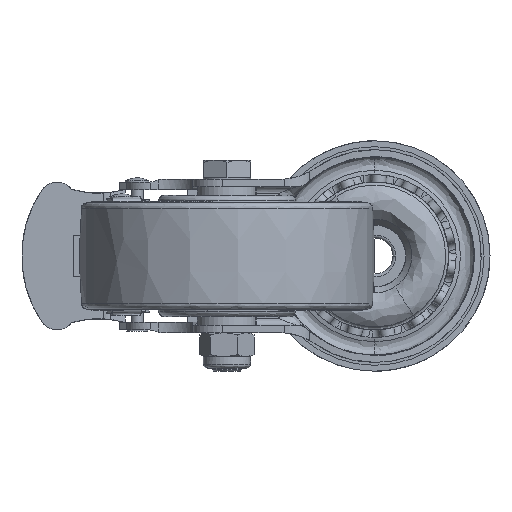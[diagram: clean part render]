
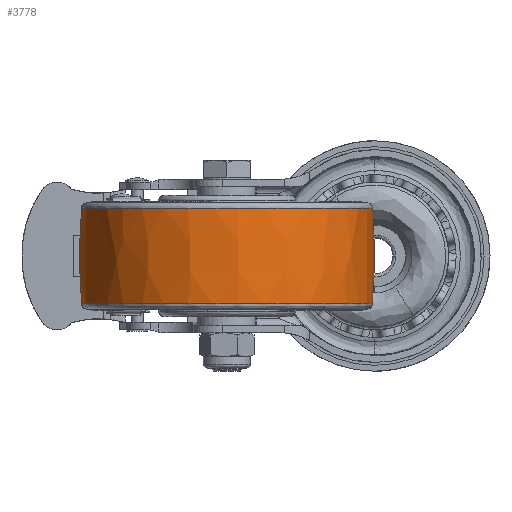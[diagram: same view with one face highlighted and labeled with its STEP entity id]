
A CAD part, front view. The second image highlights one B-rep face of the part: STEP entity #3778.
In plain terms, the highlighted free-form (B-spline) face has degree [3, 3] with [4, 4] control points.
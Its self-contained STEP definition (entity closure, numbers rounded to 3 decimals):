
#180 = CARTESIAN_POINT ( 'NONE',  ( -29.654, -74.981, 5.223 ) ) ;
#1768 = CARTESIAN_POINT ( 'NONE',  ( -78.85, -78.825, 5.223 ) ) ;
#2471 = CARTESIAN_POINT ( 'NONE',  ( -29.654, -74.981, 5.223 ) ) ;
#3778 = ADVANCED_FACE ( 'NONE', ( #39300 ), #43501, .T. ) ;
#6196 = ORIENTED_EDGE ( 'NONE', *, *, #9328, .T. ) ;
#6510 = CARTESIAN_POINT ( 'NONE',  ( -21.965, -173.373, 37.546 ) ) ;
#6557 = AXIS2_PLACEMENT_3D ( 'NONE', #8783, #27681, #69261 ) ;
#8083 = DIRECTION ( 'NONE',  ( 0., 0., 1. ) ) ;
#8783 = CARTESIAN_POINT ( 'NONE',  ( -78.85, -78.825, 37.546 ) ) ;
#8955 = CIRCLE ( 'NONE', #35726, 49.346 ) ;
#9328 = EDGE_CURVE ( 'NONE', #18481, #61836, #30235, .T. ) ;
#10203 = ORIENTED_EDGE ( 'NONE', *, *, #72512, .T. ) ;
#12059 = CARTESIAN_POINT ( 'NONE',  ( -120.357, -181.061, 37.546 ) ) ;
#13427 = AXIS2_PLACEMENT_3D ( 'NONE', #40630, #46691, #53020 ) ;
#17041 = CARTESIAN_POINT ( 'NONE',  ( -228.394, -90.511, 21.384 ) ) ;
#17851 = CARTESIAN_POINT ( 'NONE',  ( -20.959, -175.045, 26.783 ) ) ;
#18481 = VERTEX_POINT ( 'NONE', #57684 ) ;
#23633 = CARTESIAN_POINT ( 'NONE',  ( -128.915, -82.738, 26.783 ) ) ;
#23891 = CARTESIAN_POINT ( 'NONE',  ( -28.784, -74.913, 26.783 ) ) ;
#24547 = AXIS2_PLACEMENT_3D ( 'NONE', #17041, #47275, #35688 ) ;
#27681 = DIRECTION ( 'NONE',  ( 0., 0., -1. ) ) ;
#30235 = CIRCLE ( 'NONE', #6557, 49.346 ) ;
#34185 = CIRCLE ( 'NONE', #13427, 200. ) ;
#35688 = DIRECTION ( 'NONE',  ( 0.997, 0.078, 0. ) ) ;
#35726 = AXIS2_PLACEMENT_3D ( 'NONE', #1768, #8083, #43814 ) ;
#35955 = ORIENTED_EDGE ( 'NONE', *, *, #38442, .F. ) ;
#36219 = CARTESIAN_POINT ( 'NONE',  ( -128.046, -82.67, 5.223 ) ) ;
#38442 = EDGE_CURVE ( 'NONE', #18481, #40809, #65591, .T. ) ;
#39300 = FACE_OUTER_BOUND ( 'NONE', #72209, .T. ) ;
#40630 = CARTESIAN_POINT ( 'NONE',  ( 70.694, -67.139, 21.384 ) ) ;
#40809 = VERTEX_POINT ( 'NONE', #2471 ) ;
#41439 = EDGE_CURVE ( 'NONE', #60069, #40809, #8955, .T. ) ;
#42490 = CARTESIAN_POINT ( 'NONE',  ( -128.046, -82.67, 37.546 ) ) ;
#43501 =( BOUNDED_SURFACE ( )  B_SPLINE_SURFACE ( 3, 3, ( 
 ( #42490, #12059, #6510, #54102 ),
 ( #23633, #59427, #17851, #23891 ),
 ( #66197, #65431, #71491, #72244 ),
 ( #36219, #47563, #65940, #180 ) ),
 .UNSPECIFIED., .F., .F., .F. ) 
 B_SPLINE_SURFACE_WITH_KNOTS ( ( 4, 4 ),
 ( 4, 4 ),
 ( 0., 1. ),
 ( 0., 1. ),
 .UNSPECIFIED. ) 
 GEOMETRIC_REPRESENTATION_ITEM ( )  RATIONAL_B_SPLINE_SURFACE ( (
 ( 1., 0.333, 0.333, 1.),
 ( 0.998, 0.333, 0.333, 0.998),
 ( 0.998, 0.333, 0.333, 0.998),
 ( 1., 0.333, 0.333, 1.) ) ) 
 REPRESENTATION_ITEM ( '' )  SURFACE ( )  );
#43814 = DIRECTION ( 'NONE',  ( 0.997, 0.078, 0. ) ) ;
#46691 = DIRECTION ( 'NONE',  ( 0.078, -0.997, 0. ) ) ;
#47275 = DIRECTION ( 'NONE',  ( -0.078, 0.997, 0. ) ) ;
#47563 = CARTESIAN_POINT ( 'NONE',  ( -120.357, -181.061, 5.223 ) ) ;
#52332 = ORIENTED_EDGE ( 'NONE', *, *, #41439, .T. ) ;
#53020 = DIRECTION ( 'NONE',  ( -0.997, -0.078, 0. ) ) ;
#54102 = CARTESIAN_POINT ( 'NONE',  ( -29.654, -74.981, 37.546 ) ) ;
#57684 = CARTESIAN_POINT ( 'NONE',  ( -29.654, -74.981, 37.546 ) ) ;
#59427 = CARTESIAN_POINT ( 'NONE',  ( -121.091, -182.869, 26.783 ) ) ;
#60069 = VERTEX_POINT ( 'NONE', #60538 ) ;
#60538 = CARTESIAN_POINT ( 'NONE',  ( -128.046, -82.67, 5.223 ) ) ;
#61836 = VERTEX_POINT ( 'NONE', #69649 ) ;
#65431 = CARTESIAN_POINT ( 'NONE',  ( -121.091, -182.869, 15.985 ) ) ;
#65591 = CIRCLE ( 'NONE', #24547, 200. ) ;
#65940 = CARTESIAN_POINT ( 'NONE',  ( -21.965, -173.373, 5.223 ) ) ;
#66197 = CARTESIAN_POINT ( 'NONE',  ( -128.915, -82.738, 15.985 ) ) ;
#69261 = DIRECTION ( 'NONE',  ( 0.997, 0.078, 0. ) ) ;
#69649 = CARTESIAN_POINT ( 'NONE',  ( -128.046, -82.67, 37.546 ) ) ;
#71491 = CARTESIAN_POINT ( 'NONE',  ( -20.959, -175.045, 15.985 ) ) ;
#72209 = EDGE_LOOP ( 'NONE', ( #6196, #10203, #52332, #35955 ) ) ;
#72244 = CARTESIAN_POINT ( 'NONE',  ( -28.784, -74.913, 15.985 ) ) ;
#72512 = EDGE_CURVE ( 'NONE', #61836, #60069, #34185, .T. ) ;
